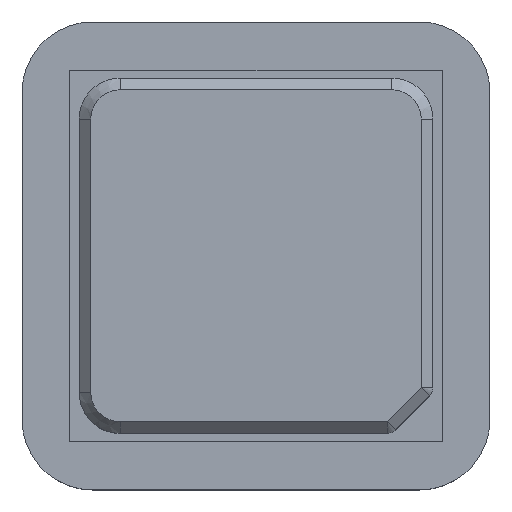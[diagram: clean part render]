
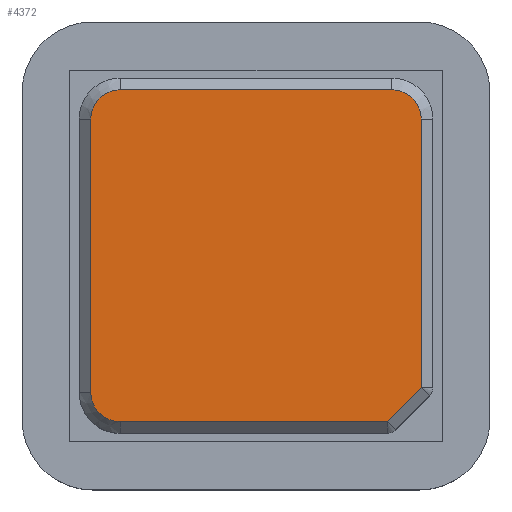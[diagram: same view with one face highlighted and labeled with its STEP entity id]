
A CAD part, top view. The second image highlights one B-rep face of the part: STEP entity #4372.
In plain terms, the highlighted planar face has unit normal (0, 0, 1).
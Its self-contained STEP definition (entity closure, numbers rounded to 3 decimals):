
#37=CIRCLE('',#4642,1.25);
#39=CIRCLE('',#4646,1.25);
#41=CIRCLE('',#4650,1.25);
#285=FACE_OUTER_BOUND('',#550,.T.);
#550=EDGE_LOOP('',(#3640,#3641,#3642,#3643,#3644,#3645,#3646,#3647));
#1009=LINE('',#6706,#1581);
#1013=LINE('',#6714,#1585);
#1017=LINE('',#6722,#1589);
#1022=LINE('',#6736,#1594);
#1026=LINE('',#6748,#1598);
#1581=VECTOR('',#5494,10.);
#1585=VECTOR('',#5500,10.);
#1589=VECTOR('',#5506,10.);
#1594=VECTOR('',#5519,10.);
#1598=VECTOR('',#5531,10.);
#2034=VERTEX_POINT('',#6703);
#2035=VERTEX_POINT('',#6705);
#2038=VERTEX_POINT('',#6713);
#2041=VERTEX_POINT('',#6720);
#2044=VERTEX_POINT('',#6729);
#2046=VERTEX_POINT('',#6734);
#2048=VERTEX_POINT('',#6741);
#2050=VERTEX_POINT('',#6746);
#2569=EDGE_CURVE('',#2034,#2035,#1009,.T.);
#2573=EDGE_CURVE('',#2035,#2038,#1013,.T.);
#2577=EDGE_CURVE('',#2041,#2034,#1017,.T.);
#2582=EDGE_CURVE('',#2044,#2041,#37,.T.);
#2584=EDGE_CURVE('',#2046,#2044,#1022,.T.);
#2588=EDGE_CURVE('',#2048,#2046,#39,.T.);
#2590=EDGE_CURVE('',#2050,#2048,#1026,.T.);
#2593=EDGE_CURVE('',#2038,#2050,#41,.T.);
#3640=ORIENTED_EDGE('',*,*,#2569,.F.);
#3641=ORIENTED_EDGE('',*,*,#2577,.F.);
#3642=ORIENTED_EDGE('',*,*,#2582,.F.);
#3643=ORIENTED_EDGE('',*,*,#2584,.F.);
#3644=ORIENTED_EDGE('',*,*,#2588,.F.);
#3645=ORIENTED_EDGE('',*,*,#2590,.F.);
#3646=ORIENTED_EDGE('',*,*,#2593,.F.);
#3647=ORIENTED_EDGE('',*,*,#2573,.F.);
#4132=PLANE('',#4662);
#4372=ADVANCED_FACE('',(#285),#4132,.T.);
#4642=AXIS2_PLACEMENT_3D('',#6731,#5514,#5515);
#4646=AXIS2_PLACEMENT_3D('',#6743,#5526,#5527);
#4650=AXIS2_PLACEMENT_3D('',#6752,#5537,#5538);
#4662=AXIS2_PLACEMENT_3D('',#6779,#5570,#5571);
#5494=DIRECTION('',(-0.707,-0.707,0.));
#5500=DIRECTION('',(-1.,0.,0.));
#5506=DIRECTION('',(0.,-1.,0.));
#5514=DIRECTION('center_axis',(0.,0.,-1.));
#5515=DIRECTION('ref_axis',(0.707,0.707,0.));
#5519=DIRECTION('',(1.,0.,0.));
#5526=DIRECTION('center_axis',(0.,0.,-1.));
#5527=DIRECTION('ref_axis',(-0.707,0.707,0.));
#5531=DIRECTION('',(0.,1.,0.));
#5537=DIRECTION('center_axis',(0.,0.,-1.));
#5538=DIRECTION('ref_axis',(-0.707,-0.707,0.));
#5570=DIRECTION('center_axis',(0.,0.,1.));
#5571=DIRECTION('ref_axis',(1.,0.,0.));
#6703=CARTESIAN_POINT('',(7.061,-5.636,6.205));
#6705=CARTESIAN_POINT('',(5.604,-7.093,6.205));
#6706=CARTESIAN_POINT('',(5.903,-6.794,6.205));
#6713=CARTESIAN_POINT('',(-5.811,-7.093,6.205));
#6714=CARTESIAN_POINT('',(-3.781,-7.093,6.205));
#6720=CARTESIAN_POINT('',(7.061,5.843,6.205));
#6722=CARTESIAN_POINT('',(7.061,-3.797,6.205));
#6729=CARTESIAN_POINT('',(5.811,7.093,6.205));
#6731=CARTESIAN_POINT('Origin',(5.811,5.843,6.205));
#6734=CARTESIAN_POINT('',(-5.811,7.093,6.205));
#6736=CARTESIAN_POINT('',(3.781,7.093,6.205));
#6741=CARTESIAN_POINT('',(-7.061,5.843,6.205));
#6743=CARTESIAN_POINT('Origin',(-5.811,5.843,6.205));
#6746=CARTESIAN_POINT('',(-7.061,-5.843,6.205));
#6748=CARTESIAN_POINT('',(-7.061,3.797,6.205));
#6752=CARTESIAN_POINT('Origin',(-5.811,-5.843,6.205));
#6779=CARTESIAN_POINT('Origin',(0.,0.,6.205));
